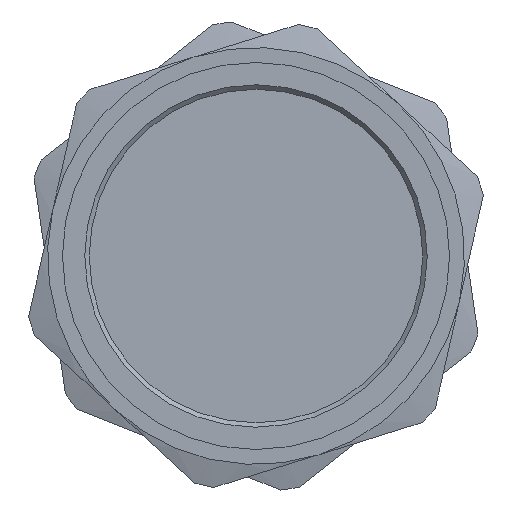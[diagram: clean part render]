
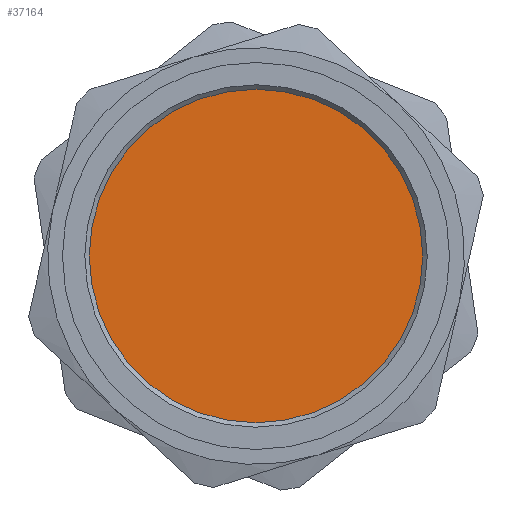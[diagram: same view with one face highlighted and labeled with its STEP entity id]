
A CAD part, left-side view. The second image highlights one B-rep face of the part: STEP entity #37164.
In plain terms, the highlighted planar face has unit normal (-1, 0, 0).
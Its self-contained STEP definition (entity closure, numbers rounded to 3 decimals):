
#37148=CARTESIAN_POINT('',(0.,2.038,0.0));
#37149=DIRECTION('',(-1.0,0.0,0.0));
#37150=DIRECTION('',(0.0,0.0,1.0));
#37151=AXIS2_PLACEMENT_3D('',#37148,#37149,#37150);
#37152=PLANE('',#37151);
#37153=CARTESIAN_POINT('',(0.0,2.8,0.0));
#37154=VERTEX_POINT('',#37153);
#37155=CARTESIAN_POINT('',(0.0,0.0,0.0));
#37156=DIRECTION('',(1.0,0.0,0.0));
#37157=DIRECTION('',(0.0,1.0,0.0));
#37158=AXIS2_PLACEMENT_3D('',#37155,#37156,#37157);
#37159=CIRCLE('',#37158,2.8);
#37160=EDGE_CURVE('',#37154,#37154,#37159,.T.);
#37161=ORIENTED_EDGE('',*,*,#37160,.F.);
#37162=EDGE_LOOP('',(#37161));
#37163=FACE_OUTER_BOUND('',#37162,.T.);
#37164=ADVANCED_FACE('',(#37163),#37152,.T.);
